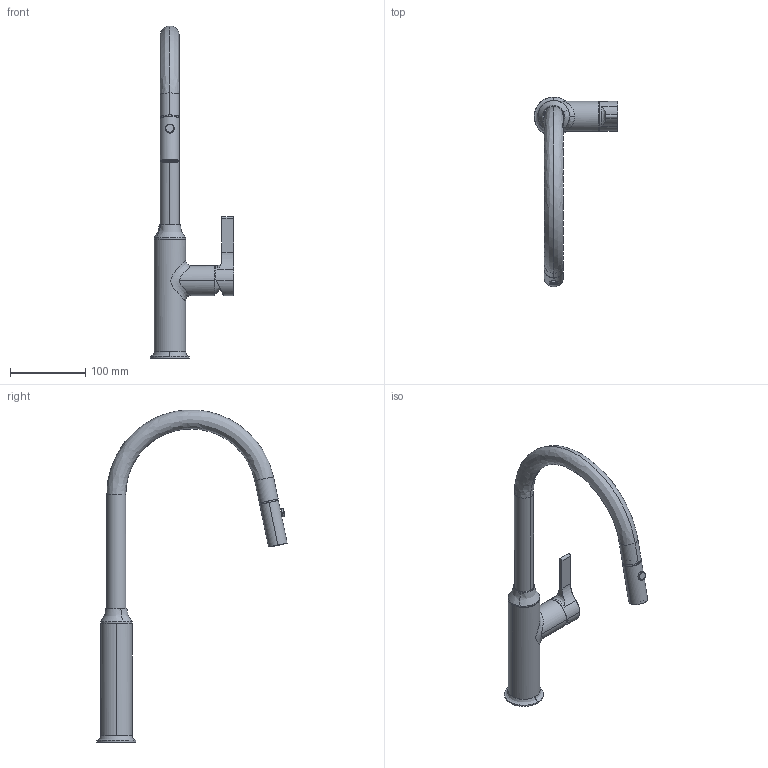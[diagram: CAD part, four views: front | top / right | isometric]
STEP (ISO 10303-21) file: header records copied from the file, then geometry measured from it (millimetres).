
FILE_DESCRIPTION(/* description */ (''),/* implementation_level */ '2;1');
FILE_NAME(/* name */ 'STEP - OSMPOS_30270,30271,30272,30273,30274,30275_TBC DIMENSION ROUNDING',/* time_stamp */ '2025-04-03T09:29:27+11:00',/* author */ (''),/* organization */ (''),/* preprocessor_version */ 'ST-DEVELOPER v16.5',/* originating_system */ 'Rhino 7.37',/* authorisation */ '');
FILE_SCHEMA (('AUTOMOTIVE_DESIGN'));
Length unit declared in the file: millimetre
Products named in the file (3): Document; MILLI ORIA_OSMPOS_sink_mixer_pull_out_spray_shell4; OSMPOS STRIPPED23
Assembly tree (2 placements, depth 3):
  Document
    MILLI ORIA_OSMPOS_sink_mixer_pull_out_spray_shell4
      OSMPOS STRIPPED23
Bounding box: 111.06 x 253.39 x 442.11 mm (x, y, z)
Volume: 377055.5 mm3; surface area: 141371.8 mm2
Topology: 13 solids, 13 shells, 962 faces, 2394 edges, 1575 vertices
Faces by surface type: plane 640, cylinder 237, bspline 85
Entity records: 32566 total; most frequent: CARTESIAN_POINT 16106, ORIENTED_EDGE 4788, EDGE_CURVE 2394, B_SPLINE_CURVE_WITH_KNOTS 1723, VERTEX_POINT 1575, EDGE_LOOP 1127, ADVANCED_FACE 962, FACE_OUTER_BOUND 962
